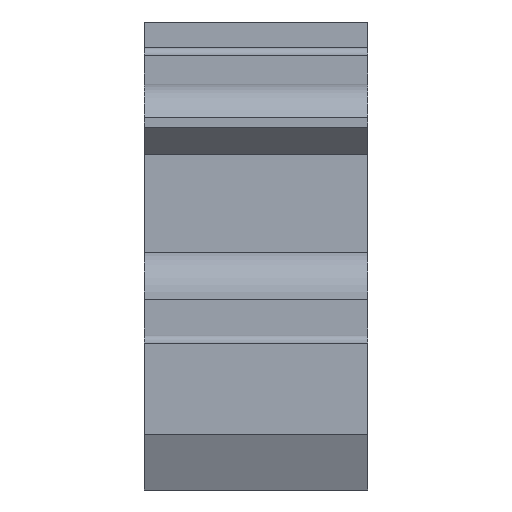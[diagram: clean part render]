
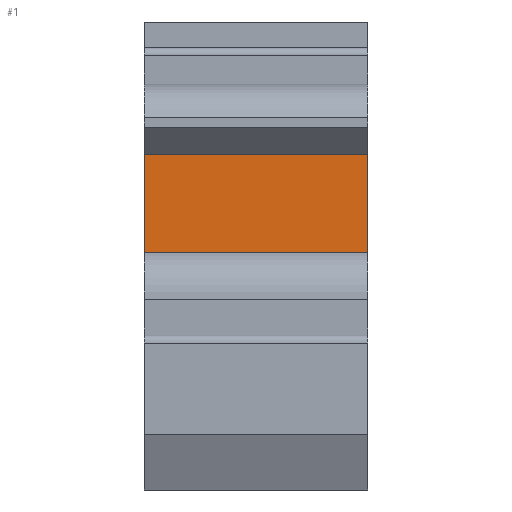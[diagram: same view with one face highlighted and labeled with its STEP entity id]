
A CAD part, left-side view. The second image highlights one B-rep face of the part: STEP entity #1.
In plain terms, the highlighted planar face has unit normal (-1, 0, 0).
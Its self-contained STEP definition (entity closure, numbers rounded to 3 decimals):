
#1 = ADVANCED_FACE ( 'NONE', ( #811 ), #299, .F. ) ;
#10 = EDGE_CURVE ( 'NONE', #1341, #32, #709, .T. ) ;
#27 = CARTESIAN_POINT ( 'NONE',  ( 0., 0., 3.5 ) ) ;
#32 = VERTEX_POINT ( 'NONE', #818 ) ;
#121 = VERTEX_POINT ( 'NONE', #489 ) ;
#125 = LINE ( 'NONE', #1151, #1031 ) ;
#177 = EDGE_CURVE ( 'NONE', #121, #287, #125, .T. ) ;
#194 = CARTESIAN_POINT ( 'NONE',  ( 0., 6.1, 3.5 ) ) ;
#276 = CARTESIAN_POINT ( 'NONE',  ( 0., 6.1, 0. ) ) ;
#287 = VERTEX_POINT ( 'NONE', #1244 ) ;
#299 = PLANE ( 'NONE',  #501 ) ;
#309 = CARTESIAN_POINT ( 'NONE',  ( 0., 0., 3.5 ) ) ;
#398 = VECTOR ( 'NONE', #611, 1000. ) ;
#417 = LINE ( 'NONE', #194, #398 ) ;
#489 = CARTESIAN_POINT ( 'NONE',  ( 0., 6.1, 7. ) ) ;
#501 = AXIS2_PLACEMENT_3D ( 'NONE', #27, #629, #1242 ) ;
#552 = VECTOR ( 'NONE', #1235, 1000. ) ;
#611 = DIRECTION ( 'NONE',  ( 0., 0., -1. ) ) ;
#629 = DIRECTION ( 'NONE',  ( 1., 0., 0. ) ) ;
#631 = LINE ( 'NONE', #309, #552 ) ;
#642 = CARTESIAN_POINT ( 'NONE',  ( 0., 0., 0. ) ) ;
#661 = ORIENTED_EDGE ( 'NONE', *, *, #177, .F. ) ;
#709 = LINE ( 'NONE', #642, #964 ) ;
#811 = FACE_OUTER_BOUND ( 'NONE', #1155, .T. ) ;
#818 = CARTESIAN_POINT ( 'NONE',  ( 0., 0., 0. ) ) ;
#918 = DIRECTION ( 'NONE',  ( 0., -1., 0. ) ) ;
#964 = VECTOR ( 'NONE', #918, 1000. ) ;
#1021 = ORIENTED_EDGE ( 'NONE', *, *, #10, .T. ) ;
#1031 = VECTOR ( 'NONE', #1162, 1000. ) ;
#1104 = EDGE_CURVE ( 'NONE', #121, #1341, #417, .T. ) ;
#1141 = EDGE_CURVE ( 'NONE', #287, #32, #631, .T. ) ;
#1151 = CARTESIAN_POINT ( 'NONE',  ( 0., 0., 7. ) ) ;
#1155 = EDGE_LOOP ( 'NONE', ( #1156, #661, #1163, #1021 ) ) ;
#1156 = ORIENTED_EDGE ( 'NONE', *, *, #1141, .F. ) ;
#1162 = DIRECTION ( 'NONE',  ( 0., -1., 0. ) ) ;
#1163 = ORIENTED_EDGE ( 'NONE', *, *, #1104, .T. ) ;
#1235 = DIRECTION ( 'NONE',  ( 0., 0., -1. ) ) ;
#1242 = DIRECTION ( 'NONE',  ( 0., 1., 0. ) ) ;
#1244 = CARTESIAN_POINT ( 'NONE',  ( 0., 0., 7. ) ) ;
#1341 = VERTEX_POINT ( 'NONE', #276 ) ;
